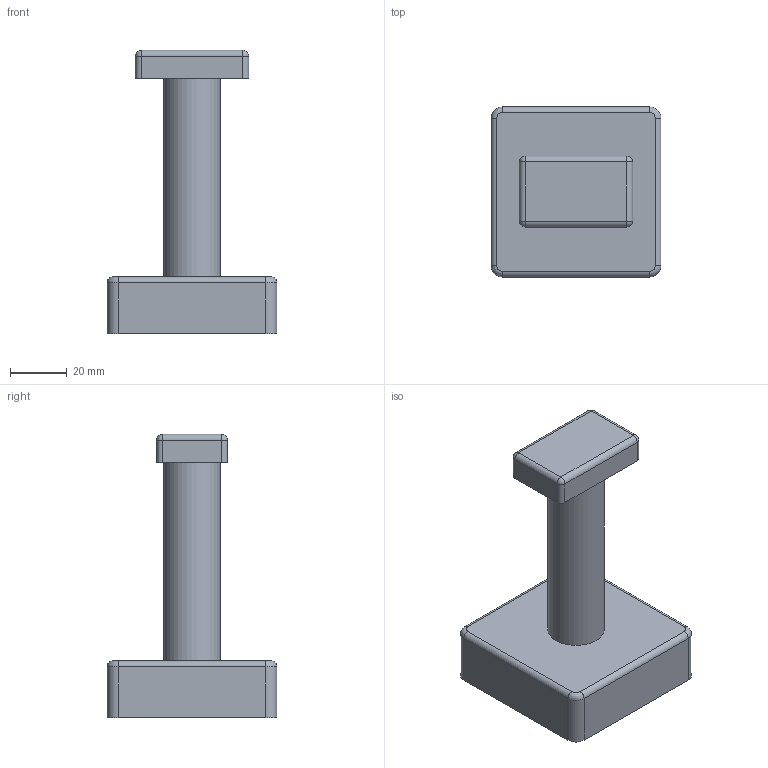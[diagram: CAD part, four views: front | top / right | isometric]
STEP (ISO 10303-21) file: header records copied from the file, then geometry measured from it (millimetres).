
FILE_DESCRIPTION(/* description */ (''),/* implementation_level */ '2;1');
FILE_NAME(/* name */ 'Hanging Hook.step',/* time_stamp */ '2025-10-27T15:44:24-07:00',/* author */ (''),/* organization */ (''),/* preprocessor_version */ 'ST-DEVELOPER v20.1',/* originating_system */ 'Autodesk Translation Framework v14.17.0.0',/* authorisation */ '');
FILE_SCHEMA (('AUTOMOTIVE_DESIGN { 1 0 10303 214 3 1 1 }'));
Length unit declared in the file: millimetre
Products named in the file (1): Umbrella Stand-Hanging Hook
Bounding box: 60 x 60 x 100 mm (x, y, z)
Volume: 103378.2 mm3; surface area: 18551.6 mm2
Topology: 1 solids, 1 shells, 37 faces, 79 edges, 46 vertices
Faces by surface type: cylinder 17, plane 12, bspline 4, sphere 4
Full cylindrical faces by diameter (mm): 20 x1
Entity records: 1040 total; most frequent: CARTESIAN_POINT 195, DIRECTION 185, ORIENTED_EDGE 158, EDGE_CURVE 79, AXIS2_PLACEMENT_3D 72, VERTEX_POINT 46, LINE 41, VECTOR 41
